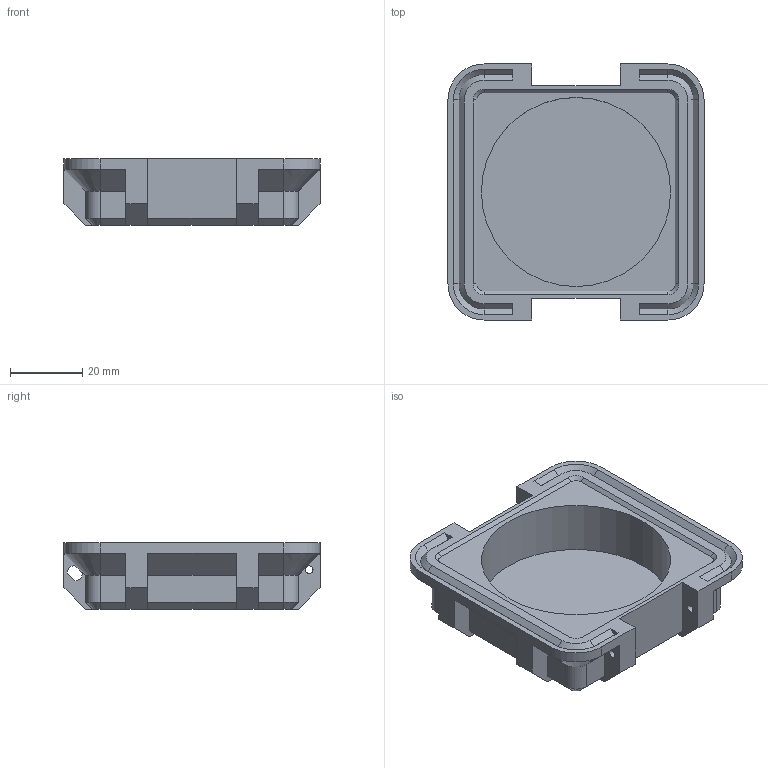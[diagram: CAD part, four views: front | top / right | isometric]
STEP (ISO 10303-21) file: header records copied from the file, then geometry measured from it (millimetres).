
FILE_DESCRIPTION(/* description */ (''),/* implementation_level */ '2;1');
FILE_NAME(/* name */ 'Case Bottom.step',/* time_stamp */ '2024-06-24T13:08:15+01:00',/* author */ (''),/* organization */ (''),/* preprocessor_version */ 'ST-DEVELOPER v20',/* originating_system */ 'Autodesk Translation Framework v13.14.0.145',/* authorisation */ '');
FILE_SCHEMA (('AUTOMOTIVE_DESIGN { 1 0 10303 214 3 1 1 }'));
Length unit declared in the file: millimetre
Products named in the file (1): LightBox
Bounding box: 71 x 71 x 18.5 mm (x, y, z)
Volume: 37443.1 mm3; surface area: 16919.8 mm2
Topology: 1 solids, 1 shells, 127 faces, 331 edges, 210 vertices
Faces by surface type: plane 92, cone 20, cylinder 15
Full cylindrical faces by diameter (mm): 2.1 x2, 52.45 x1
Entity records: 3882 total; most frequent: CARTESIAN_POINT 669, ORIENTED_EDGE 662, DIRECTION 641, EDGE_CURVE 331, LINE 277, VECTOR 277, VERTEX_POINT 210, AXIS2_PLACEMENT_3D 182
